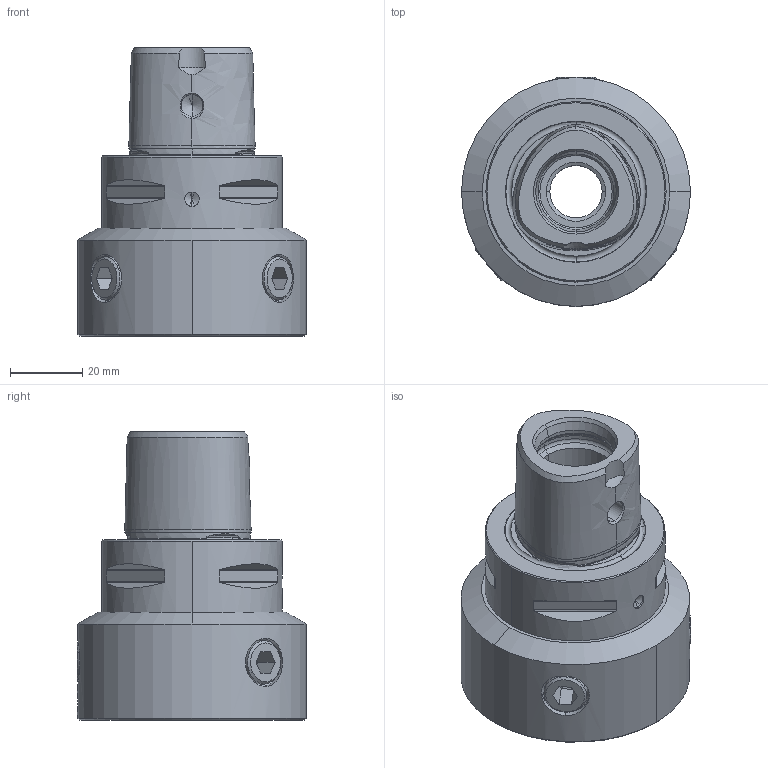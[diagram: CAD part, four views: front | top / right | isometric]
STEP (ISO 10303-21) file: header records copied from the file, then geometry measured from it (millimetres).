
FILE_DESCRIPTION(('no description'),'unknown implementation level');
FILE_NAME('AB0468D5-F6B5-4012-AD09-FD73D64E4F44_export.stp',' ',('CIMSOURCE GmbH'),('CADClick - KiM GmbH - www.kimweb.de'),'unknown preprocess','ACIS','unknown authorization');
FILE_SCHEMA(('automotive_design'));
Length unit declared in the file: millimetre
Products named in the file (4): 328.037N Kaiser Adapter C5xCKN6x50|690.436 Kaiser ETL M12 X 18 CK6;Schnitt-Linear austragen2; 328.037N Kaiser Adapter C5xCKN6x50|328.037N Kaiser Adapter C5xCK6B;Rotation1
Bounding box: 63.5 x 63.5 x 80 mm (x, y, z)
Volume: 102811.2 mm3; surface area: 28895.8 mm2
Topology: 4 solids, 4 shells, 231 faces, 544 edges, 316 vertices
Faces by surface type: cone 73, plane 73, cylinder 61, bspline 14, torus 10
Entity records: 20421 total; most frequent: CARTESIAN_POINT 9151, STYLED_ITEM 1083, PRESENTATION_STYLE_ASSIGNMENT 1083, COLOUR_RGB 1083, ORIENTED_EDGE 1064, DIRECTION 1053, EDGE_CURVE 532, CURVE_STYLE 532
